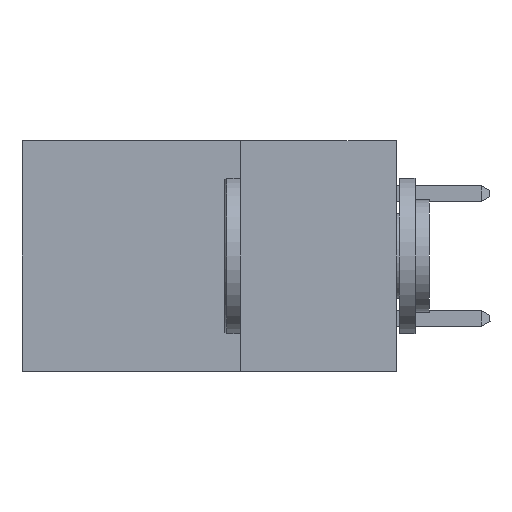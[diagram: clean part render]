
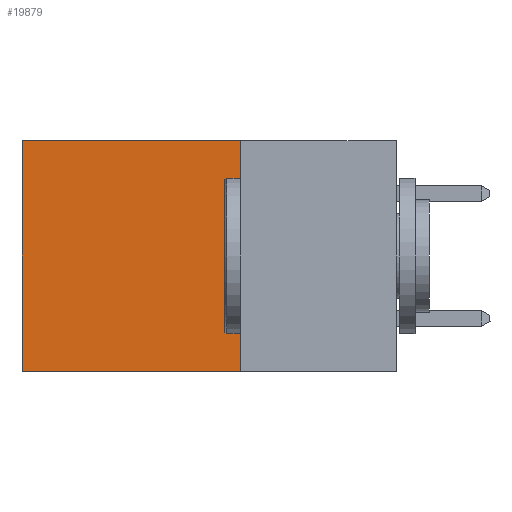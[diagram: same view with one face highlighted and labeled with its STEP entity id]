
A CAD part, left-side view. The second image highlights one B-rep face of the part: STEP entity #19879.
In plain terms, the highlighted planar face has unit normal (-1, 0, 0).
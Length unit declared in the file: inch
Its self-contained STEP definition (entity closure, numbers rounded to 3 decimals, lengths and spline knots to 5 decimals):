
#404 = DIRECTION ( 'NONE',  ( 0., 0., -1. ) ) ;
#476 = VECTOR ( 'NONE', #23067, 39.37008 ) ;
#955 = FACE_OUTER_BOUND ( 'NONE', #6181, .T. ) ;
#1132 = LINE ( 'NONE', #18886, #476 ) ;
#1288 = VECTOR ( 'NONE', #12990, 39.37008 ) ;
#1369 = VERTEX_POINT ( 'NONE', #7416 ) ;
#1876 = CARTESIAN_POINT ( 'NONE',  ( 0.298, 0.25, 0. ) ) ;
#2114 = CARTESIAN_POINT ( 'NONE',  ( 0.298, 0.6, 0. ) ) ;
#4546 = EDGE_CURVE ( 'NONE', #11931, #7835, #1132, .T. ) ;
#4561 = CARTESIAN_POINT ( 'NONE',  ( 0.298, 0.6, -0.37 ) ) ;
#4830 = EDGE_CURVE ( 'NONE', #15149, #7835, #9122, .T. ) ;
#6181 = EDGE_LOOP ( 'NONE', ( #25967, #24749, #20601, #13115 ) ) ;
#6724 = DIRECTION ( 'NONE',  ( 1., 0., 0. ) ) ;
#7416 = CARTESIAN_POINT ( 'NONE',  ( 0.298, 0.25, 0. ) ) ;
#7835 = VERTEX_POINT ( 'NONE', #4561 ) ;
#8754 = CARTESIAN_POINT ( 'NONE',  ( 0.298, 0.25, 0. ) ) ;
#9122 = LINE ( 'NONE', #2114, #26984 ) ;
#10275 = EDGE_CURVE ( 'NONE', #1369, #15149, #21204, .T. ) ;
#11387 = EDGE_CURVE ( 'NONE', #1369, #11931, #15543, .T. ) ;
#11931 = VERTEX_POINT ( 'NONE', #25926 ) ;
#12524 = DIRECTION ( 'NONE',  ( 0., 0., -1. ) ) ;
#12990 = DIRECTION ( 'NONE',  ( 0., 0., -1. ) ) ;
#13115 = ORIENTED_EDGE ( 'NONE', *, *, #10275, .T. ) ;
#13621 = CARTESIAN_POINT ( 'NONE',  ( 0.298, 0.6, 0. ) ) ;
#15116 = AXIS2_PLACEMENT_3D ( 'NONE', #21661, #6724, #404 ) ;
#15149 = VERTEX_POINT ( 'NONE', #13621 ) ;
#15543 = LINE ( 'NONE', #8754, #1288 ) ;
#17585 = VECTOR ( 'NONE', #18896, 39.37008 ) ;
#18886 = CARTESIAN_POINT ( 'NONE',  ( 0.298, 0.25, -0.37 ) ) ;
#18896 = DIRECTION ( 'NONE',  ( 0., 1., 0. ) ) ;
#19879 = ADVANCED_FACE ( 'NONE', ( #955 ), #23544, .F. ) ;
#20601 = ORIENTED_EDGE ( 'NONE', *, *, #11387, .F. ) ;
#21204 = LINE ( 'NONE', #1876, #17585 ) ;
#21661 = CARTESIAN_POINT ( 'NONE',  ( 0.298, 0.25, 0. ) ) ;
#23067 = DIRECTION ( 'NONE',  ( 0., 1., 0. ) ) ;
#23544 = PLANE ( 'NONE',  #15116 ) ;
#24749 = ORIENTED_EDGE ( 'NONE', *, *, #4546, .F. ) ;
#25926 = CARTESIAN_POINT ( 'NONE',  ( 0.298, 0.25, -0.37 ) ) ;
#25967 = ORIENTED_EDGE ( 'NONE', *, *, #4830, .T. ) ;
#26984 = VECTOR ( 'NONE', #12524, 39.37008 ) ;
